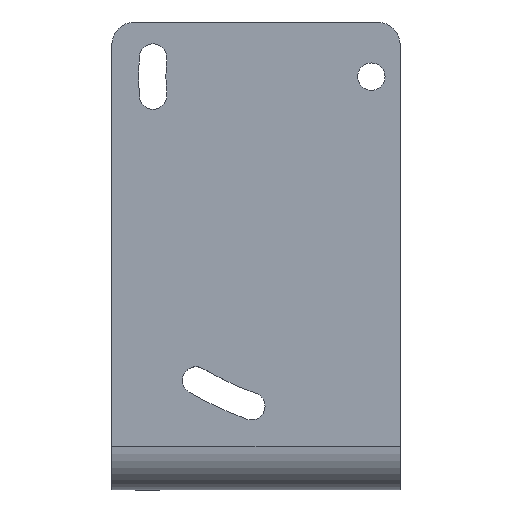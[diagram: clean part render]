
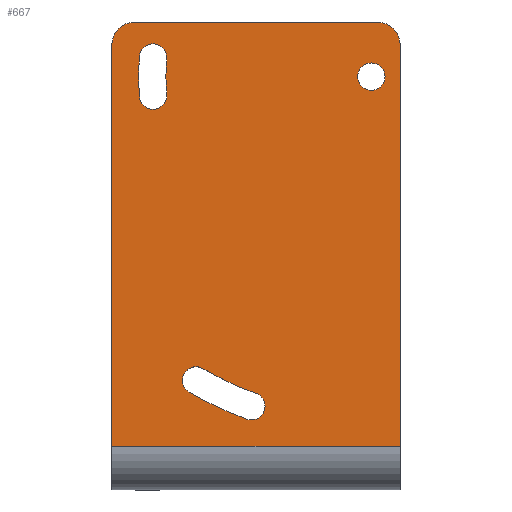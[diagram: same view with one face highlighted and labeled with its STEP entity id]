
A CAD part, top view. The second image highlights one B-rep face of the part: STEP entity #667.
In plain terms, the highlighted planar face has unit normal (0, 0, 1).
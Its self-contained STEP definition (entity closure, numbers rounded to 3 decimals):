
#2=CARTESIAN_POINT('',(14.8,53.,0.));
#3=DIRECTION('',(0.,0.,1.));
#4=DIRECTION('',(-1.,0.,0.));
#5=AXIS2_PLACEMENT_3D('',#2,#3,#4);
#7=CARTESIAN_POINT('',(14.8,53.,0.));
#8=DIRECTION('',(0.,0.,1.));
#9=DIRECTION('',(1.,0.,0.));
#10=AXIS2_PLACEMENT_3D('',#7,#8,#9);
#12=CARTESIAN_POINT('',(14.8,53.,0.));
#13=DIRECTION('',(0.,0.,1.));
#14=DIRECTION('',(-0.996,0.087,0.));
#15=AXIS2_PLACEMENT_3D('',#12,#13,#14);
#17=CARTESIAN_POINT('',(-13.193,55.449,0.));
#18=DIRECTION('',(0.,0.,1.));
#19=DIRECTION('',(0.996,-0.087,0.));
#20=AXIS2_PLACEMENT_3D('',#17,#18,#19);
#22=CARTESIAN_POINT('',(14.8,53.,0.));
#23=DIRECTION('',(0.,0.,1.));
#24=DIRECTION('',(-0.996,0.087,0.));
#25=AXIS2_PLACEMENT_3D('',#22,#23,#24);
#27=CARTESIAN_POINT('',(14.8,53.,0.));
#28=DIRECTION('',(0.,0.,1.));
#29=DIRECTION('',(-1.,0.,0.));
#30=AXIS2_PLACEMENT_3D('',#27,#28,#29);
#32=CARTESIAN_POINT('',(-13.193,50.551,0.));
#33=DIRECTION('',(0.,0.,1.));
#34=DIRECTION('',(-0.996,-0.087,0.));
#35=AXIS2_PLACEMENT_3D('',#32,#33,#34);
#37=CARTESIAN_POINT('',(14.8,53.,0.));
#38=DIRECTION('',(0.,0.,1.));
#39=DIRECTION('',(-1.,0.,0.));
#40=AXIS2_PLACEMENT_3D('',#37,#38,#39);
#42=CARTESIAN_POINT('',(-7.693,14.022,0.));
#43=DIRECTION('',(0.,0.,1.));
#44=DIRECTION('',(0.5,0.866,0.));
#45=AXIS2_PLACEMENT_3D('',#42,#43,#44);
#47=CARTESIAN_POINT('',(14.8,53.,0.));
#48=DIRECTION('',(0.,0.,1.));
#49=DIRECTION('',(-0.5,-0.866,0.));
#50=AXIS2_PLACEMENT_3D('',#47,#48,#49);
#52=CARTESIAN_POINT('',(14.8,53.,0.));
#53=DIRECTION('',(0.,0.,1.));
#54=DIRECTION('',(-0.422,-0.906,0.));
#55=AXIS2_PLACEMENT_3D('',#52,#53,#54);
#57=CARTESIAN_POINT('',(-0.583,10.708,0.));
#58=DIRECTION('',(0.,0.,1.));
#59=DIRECTION('',(-0.342,-0.94,0.));
#60=AXIS2_PLACEMENT_3D('',#57,#58,#59);
#62=CARTESIAN_POINT('',(14.8,53.,0.));
#63=DIRECTION('',(0.,0.,1.));
#64=DIRECTION('',(-0.422,-0.906,0.));
#65=AXIS2_PLACEMENT_3D('',#62,#63,#64);
#67=CARTESIAN_POINT('',(14.8,53.,0.));
#68=DIRECTION('',(0.,0.,1.));
#69=DIRECTION('',(-0.5,-0.866,0.));
#70=AXIS2_PLACEMENT_3D('',#67,#68,#69);
#72=CARTESIAN_POINT('',(-15.5,57.,0.));
#73=DIRECTION('',(0.,0.,1.));
#74=DIRECTION('',(0.,1.,0.));
#75=AXIS2_PLACEMENT_3D('',#72,#73,#74);
#77=DIRECTION('',(-1.,0.,0.));
#78=VECTOR('',#77,31.);
#79=CARTESIAN_POINT('',(15.5,60.,0.));
#80=LINE('',#79,#78);
#81=CARTESIAN_POINT('',(15.5,57.,0.));
#82=DIRECTION('',(0.,0.,1.));
#83=DIRECTION('',(1.,0.,0.));
#84=AXIS2_PLACEMENT_3D('',#81,#82,#83);
#86=DIRECTION('',(0.,1.,0.));
#87=VECTOR('',#86,51.44);
#88=CARTESIAN_POINT('',(18.5,5.56,0.));
#89=LINE('',#88,#87);
#90=DIRECTION('',(0.,-1.,0.));
#91=VECTOR('',#90,51.44);
#92=CARTESIAN_POINT('',(-18.5,57.,0.));
#93=LINE('',#92,#91);
#264=DIRECTION('',(-1.,0.,0.));
#265=VECTOR('',#264,37.);
#266=CARTESIAN_POINT('',(18.5,5.56,0.));
#267=LINE('',#266,#265);
#478=CARTESIAN_POINT('',(18.5,5.56,0.));
#480=VERTEX_POINT('',#478);
#482=CARTESIAN_POINT('',(-18.5,5.56,0.));
#484=VERTEX_POINT('',#482);
#494=CARTESIAN_POINT('',(-15.5,60.,0.));
#495=CARTESIAN_POINT('',(-18.5,57.,0.));
#496=VERTEX_POINT('',#494);
#497=VERTEX_POINT('',#495);
#502=CARTESIAN_POINT('',(18.5,57.,0.));
#503=CARTESIAN_POINT('',(15.5,60.,0.));
#504=VERTEX_POINT('',#502);
#505=VERTEX_POINT('',#503);
#526=CARTESIAN_POINT('',(13.05,53.,0.));
#527=CARTESIAN_POINT('',(16.55,53.,0.));
#528=VERTEX_POINT('',#526);
#529=VERTEX_POINT('',#527);
#550=CARTESIAN_POINT('',(-11.45,55.297,0.));
#551=CARTESIAN_POINT('',(-11.55,53.,0.));
#552=VERTEX_POINT('',#550);
#553=VERTEX_POINT('',#551);
#554=CARTESIAN_POINT('',(-11.45,50.703,0.));
#555=VERTEX_POINT('',#554);
#556=CARTESIAN_POINT('',(-14.936,50.398,0.));
#557=VERTEX_POINT('',#556);
#558=CARTESIAN_POINT('',(-14.936,55.602,0.));
#559=CARTESIAN_POINT('',(-15.05,53.,0.));
#560=VERTEX_POINT('',#558);
#561=VERTEX_POINT('',#559);
#562=CARTESIAN_POINT('',(-6.818,15.538,0.));
#563=CARTESIAN_POINT('',(-8.567,12.506,0.));
#564=VERTEX_POINT('',#562);
#565=VERTEX_POINT('',#563);
#566=CARTESIAN_POINT('',(-3.471,13.796,0.));
#567=VERTEX_POINT('',#566);
#568=CARTESIAN_POINT('',(0.016,12.353,0.));
#569=VERTEX_POINT('',#568);
#570=CARTESIAN_POINT('',(-1.181,9.064,0.));
#571=VERTEX_POINT('',#570);
#572=CARTESIAN_POINT('',(-4.949,10.624,0.));
#573=VERTEX_POINT('',#572);
#614=CARTESIAN_POINT('',(0.,0.,0.));
#615=DIRECTION('',(0.,0.,1.));
#616=DIRECTION('',(1.,0.,0.));
#617=AXIS2_PLACEMENT_3D('',#614,#615,#616);
#618=PLANE('',#617);
#620=ORIENTED_EDGE('',*,*,#619,.F.);
#622=ORIENTED_EDGE('',*,*,#621,.F.);
#624=ORIENTED_EDGE('',*,*,#623,.F.);
#626=ORIENTED_EDGE('',*,*,#625,.F.);
#628=ORIENTED_EDGE('',*,*,#627,.T.);
#630=ORIENTED_EDGE('',*,*,#629,.F.);
#631=EDGE_LOOP('',(#620,#622,#624,#626,#628,#630));
#632=FACE_OUTER_BOUND('',#631,.F.);
#634=ORIENTED_EDGE('',*,*,#633,.F.);
#636=ORIENTED_EDGE('',*,*,#635,.T.);
#638=ORIENTED_EDGE('',*,*,#637,.T.);
#640=ORIENTED_EDGE('',*,*,#639,.T.);
#642=ORIENTED_EDGE('',*,*,#641,.T.);
#644=ORIENTED_EDGE('',*,*,#643,.F.);
#645=EDGE_LOOP('',(#634,#636,#638,#640,#642,#644));
#646=FACE_BOUND('',#645,.F.);
#648=ORIENTED_EDGE('',*,*,#647,.T.);
#650=ORIENTED_EDGE('',*,*,#649,.T.);
#652=ORIENTED_EDGE('',*,*,#651,.T.);
#654=ORIENTED_EDGE('',*,*,#653,.T.);
#656=ORIENTED_EDGE('',*,*,#655,.F.);
#658=ORIENTED_EDGE('',*,*,#657,.F.);
#659=EDGE_LOOP('',(#648,#650,#652,#654,#656,#658));
#660=FACE_BOUND('',#659,.F.);
#662=ORIENTED_EDGE('',*,*,#661,.T.);
#664=ORIENTED_EDGE('',*,*,#663,.T.);
#665=EDGE_LOOP('',(#662,#664));
#666=FACE_BOUND('',#665,.F.);
#667=ADVANCED_FACE('',(#632,#646,#660,#666),#618,.T.);
#6=CIRCLE('',#5,1.75);
#11=CIRCLE('',#10,1.75);
#16=CIRCLE('',#15,26.35);
#21=CIRCLE('',#20,1.75);
#26=CIRCLE('',#25,29.85);
#31=CIRCLE('',#30,29.85);
#36=CIRCLE('',#35,1.75);
#41=CIRCLE('',#40,26.35);
#46=CIRCLE('',#45,1.75);
#51=CIRCLE('',#50,46.752);
#56=CIRCLE('',#55,46.752);
#61=CIRCLE('',#60,1.75);
#66=CIRCLE('',#65,43.252);
#71=CIRCLE('',#70,43.252);
#76=CIRCLE('',#75,3.);
#85=CIRCLE('',#84,3.);
#619=EDGE_CURVE('',#496,#497,#76,.T.);
#621=EDGE_CURVE('',#505,#496,#80,.T.);
#623=EDGE_CURVE('',#504,#505,#85,.T.);
#625=EDGE_CURVE('',#480,#504,#89,.T.);
#627=EDGE_CURVE('',#480,#484,#267,.T.);
#629=EDGE_CURVE('',#497,#484,#93,.T.);
#633=EDGE_CURVE('',#552,#553,#16,.T.);
#635=EDGE_CURVE('',#552,#560,#21,.T.);
#637=EDGE_CURVE('',#560,#561,#26,.T.);
#639=EDGE_CURVE('',#561,#557,#31,.T.);
#641=EDGE_CURVE('',#557,#555,#36,.T.);
#643=EDGE_CURVE('',#553,#555,#41,.T.);
#647=EDGE_CURVE('',#564,#565,#46,.T.);
#649=EDGE_CURVE('',#565,#573,#51,.T.);
#651=EDGE_CURVE('',#573,#571,#56,.T.);
#653=EDGE_CURVE('',#571,#569,#61,.T.);
#655=EDGE_CURVE('',#567,#569,#66,.T.);
#657=EDGE_CURVE('',#564,#567,#71,.T.);
#661=EDGE_CURVE('',#528,#529,#6,.T.);
#663=EDGE_CURVE('',#529,#528,#11,.T.);
